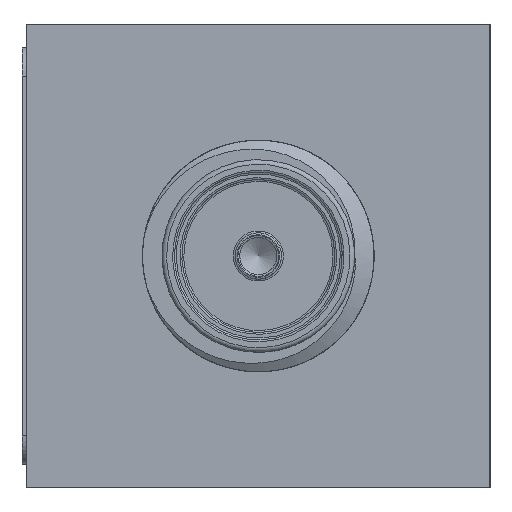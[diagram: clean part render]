
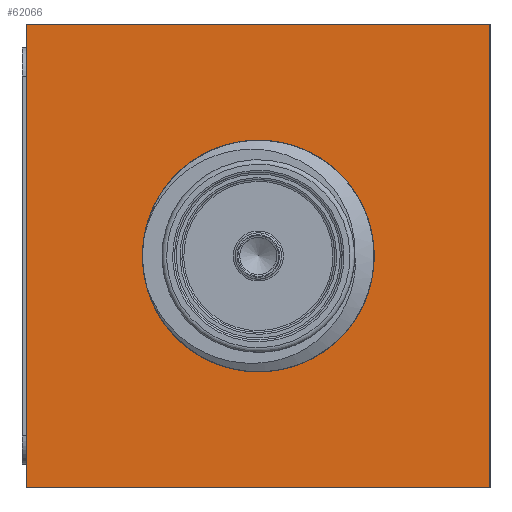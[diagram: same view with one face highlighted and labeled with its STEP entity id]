
A CAD part, left-side view. The second image highlights one B-rep face of the part: STEP entity #62066.
In plain terms, the highlighted planar face has unit normal (-1, 0, 0).
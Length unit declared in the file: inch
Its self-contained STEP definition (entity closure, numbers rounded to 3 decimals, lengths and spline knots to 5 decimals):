
#3755 = DIRECTION ( 'NONE',  ( 1., 0., 0. ) ) ;
#3993 = AXIS2_PLACEMENT_3D ( 'NONE', #61991, #13529, #58273 ) ;
#5354 = EDGE_CURVE ( 'NONE', #21707, #51260, #44327, .T. ) ;
#6830 = VECTOR ( 'NONE', #41880, 39.37008 ) ;
#11967 = VECTOR ( 'NONE', #32291, 39.37008 ) ;
#12530 = VECTOR ( 'NONE', #19094, 39.37008 ) ;
#13529 = DIRECTION ( 'NONE',  ( -1., 0., 0. ) ) ;
#14651 = DIRECTION ( 'NONE',  ( 0., 0., -1. ) ) ;
#19094 = DIRECTION ( 'NONE',  ( 0., 0., 1. ) ) ;
#21232 = ORIENTED_EDGE ( 'NONE', *, *, #67747, .T. ) ;
#21707 = VERTEX_POINT ( 'NONE', #68458 ) ;
#22689 = LINE ( 'NONE', #47924, #6830 ) ;
#24094 = EDGE_CURVE ( 'NONE', #48150, #51260, #41185, .T. ) ;
#25777 = CARTESIAN_POINT ( 'NONE',  ( -1.45647, -0.34024, -0.54077 ) ) ;
#25860 = CARTESIAN_POINT ( 'NONE',  ( -1.45647, 0.15976, -0.04077 ) ) ;
#26874 = EDGE_LOOP ( 'NONE', ( #29979 ) ) ;
#27336 = EDGE_CURVE ( 'NONE', #57067, #21707, #61562, .T. ) ;
#29979 = ORIENTED_EDGE ( 'NONE', *, *, #50882, .F. ) ;
#32291 = DIRECTION ( 'NONE',  ( 0., -1., 0. ) ) ;
#32709 = CARTESIAN_POINT ( 'NONE',  ( -1.45647, -0.09024, -0.19027 ) ) ;
#33035 = CARTESIAN_POINT ( 'NONE',  ( -1.45647, 0.15976, -0.04077 ) ) ;
#35909 = PLANE ( 'NONE',  #45744 ) ;
#35938 = CARTESIAN_POINT ( 'NONE',  ( -1.45647, -0.34024, -0.04077 ) ) ;
#35999 = CARTESIAN_POINT ( 'NONE',  ( -1.45647, -0.34024, -0.04077 ) ) ;
#36358 = DIRECTION ( 'NONE',  ( 0., 0., 1. ) ) ;
#41185 = LINE ( 'NONE', #35938, #72518 ) ;
#41880 = DIRECTION ( 'NONE',  ( 0., -1., 0. ) ) ;
#43561 = EDGE_LOOP ( 'NONE', ( #69895, #65328, #64113, #21232 ) ) ;
#44327 = LINE ( 'NONE', #51163, #11967 ) ;
#45744 = AXIS2_PLACEMENT_3D ( 'NONE', #33035, #3755, #14651 ) ;
#47924 = CARTESIAN_POINT ( 'NONE',  ( -1.45647, 0.15976, -0.54077 ) ) ;
#48150 = VERTEX_POINT ( 'NONE', #25777 ) ;
#50135 = CIRCLE ( 'NONE', #3993, 0.1005 ) ;
#50882 = EDGE_CURVE ( 'NONE', #52711, #52711, #50135, .T. ) ;
#51163 = CARTESIAN_POINT ( 'NONE',  ( -1.45647, 0.15976, -0.04077 ) ) ;
#51260 = VERTEX_POINT ( 'NONE', #35999 ) ;
#52711 = VERTEX_POINT ( 'NONE', #32709 ) ;
#57067 = VERTEX_POINT ( 'NONE', #64600 ) ;
#58273 = DIRECTION ( 'NONE',  ( 0., 0., 1. ) ) ;
#61562 = LINE ( 'NONE', #25860, #12530 ) ;
#61991 = CARTESIAN_POINT ( 'NONE',  ( -1.45647, -0.09024, -0.29077 ) ) ;
#62066 = ADVANCED_FACE ( 'NONE', ( #75542, #74349 ), #35909, .F. ) ;
#64113 = ORIENTED_EDGE ( 'NONE', *, *, #27336, .F. ) ;
#64600 = CARTESIAN_POINT ( 'NONE',  ( -1.45647, 0.15976, -0.54077 ) ) ;
#65328 = ORIENTED_EDGE ( 'NONE', *, *, #5354, .F. ) ;
#67747 = EDGE_CURVE ( 'NONE', #57067, #48150, #22689, .T. ) ;
#68458 = CARTESIAN_POINT ( 'NONE',  ( -1.45647, 0.15976, -0.04077 ) ) ;
#69895 = ORIENTED_EDGE ( 'NONE', *, *, #24094, .T. ) ;
#72518 = VECTOR ( 'NONE', #36358, 39.37008 ) ;
#74349 = FACE_OUTER_BOUND ( 'NONE', #43561, .T. ) ;
#75542 = FACE_BOUND ( 'NONE', #26874, .T. ) ;
